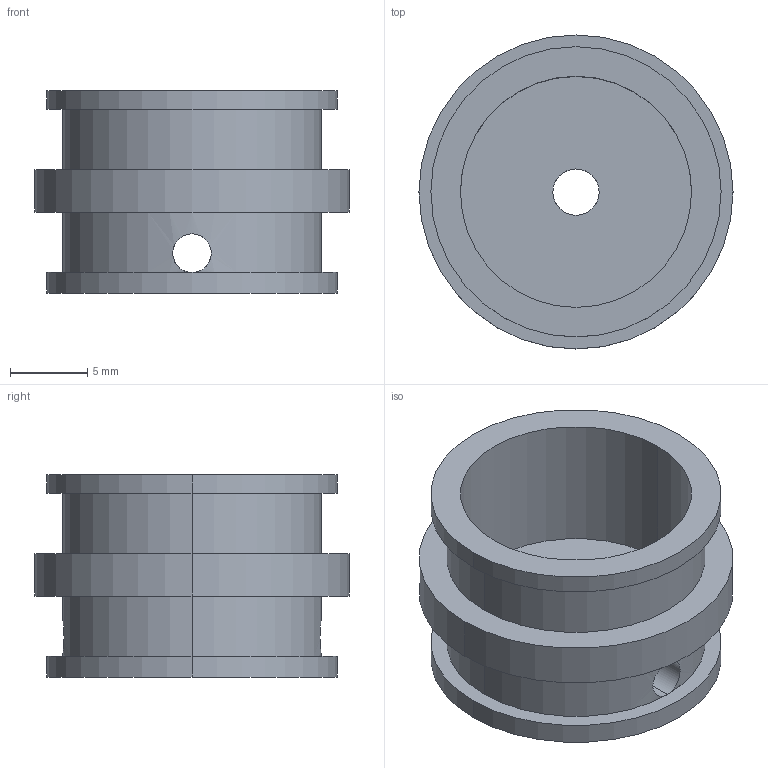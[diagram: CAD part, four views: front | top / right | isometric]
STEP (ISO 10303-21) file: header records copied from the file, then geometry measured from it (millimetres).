
FILE_DESCRIPTION (( 'STEP AP214' ), '1' );
FILE_NAME ('felga_solarbotics.STEP', '2016-08-09T10:00:03', ( '' ), ( '' ), 'SwSTEP 2.0', 'SolidWorks 2016', '' );
FILE_SCHEMA (( 'AUTOMOTIVE_DESIGN' ));
Length unit declared in the file: millimetre
Products named in the file (1): felga_solarbotics
Bounding box: 20.38 x 20.38 x 13.12 mm (x, y, z)
Volume: 1669.2 mm3; surface area: 2157.2 mm2
Topology: 1 solids, 1 shells, 25 faces, 56 edges, 36 vertices
Faces by surface type: cylinder 18, plane 7
Entity records: 918 total; most frequent: CARTESIAN_POINT 298, DIRECTION 130, ORIENTED_EDGE 112, EDGE_CURVE 56, AXIS2_PLACEMENT_3D 56, VERTEX_POINT 36, EDGE_LOOP 34, CIRCLE 30
